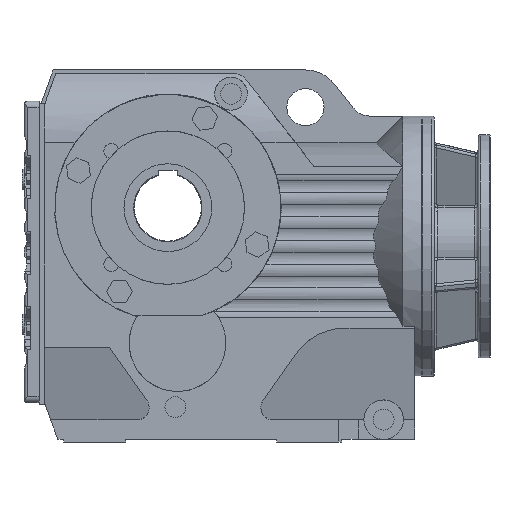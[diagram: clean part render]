
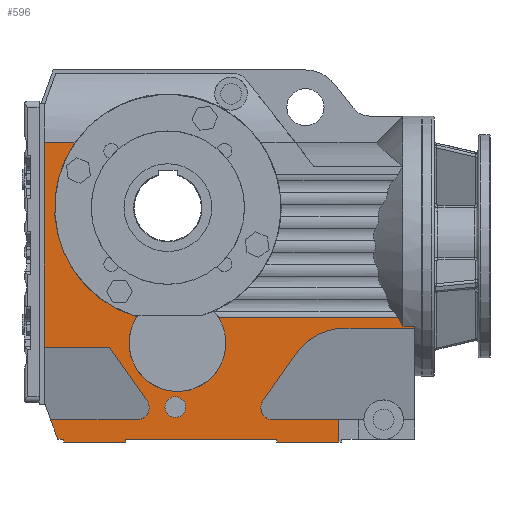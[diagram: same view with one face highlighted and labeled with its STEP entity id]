
A CAD part, front view. The second image highlights one B-rep face of the part: STEP entity #596.
In plain terms, the highlighted planar face has unit normal (0, -1, 0).
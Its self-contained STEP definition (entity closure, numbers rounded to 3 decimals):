
#596=ADVANCED_FACE('',(#6542,#6544),#6546,.F.);
#6542=FACE_BOUND('',#6543,.T.);
#6543=EDGE_LOOP('',(#14121,#14122,#14123,#14124,#14125,#14126,#14127,#14128,#14129,
#14130,#14131,#14132,#14133,#14134,#14135,#14136,#14137,#14138,#14139,#14140,#14141,
#14142,#14143,#14144,#14145,#14146));
#6544=FACE_BOUND('',#6545,.T.);
#6545=EDGE_LOOP('',(#14147));
#6546=PLANE('',#6547);
#6547=AXIS2_PLACEMENT_3D('',#6548,#6549,#6550);
#6548=CARTESIAN_POINT('',(89.245,-138.,160.));
#6549=DIRECTION('',(0.,1.,0.));
#6550=DIRECTION('',(0.,0.,-1.));
#14121=ORIENTED_EDGE('',*,*,#17425,.T.);
#14122=ORIENTED_EDGE('',*,*,#17419,.T.);
#14123=ORIENTED_EDGE('',*,*,#17597,.T.);
#14124=ORIENTED_EDGE('',*,*,#17601,.T.);
#14125=ORIENTED_EDGE('',*,*,#17602,.F.);
#14126=ORIENTED_EDGE('',*,*,#17603,.F.);
#14127=ORIENTED_EDGE('',*,*,#17593,.T.);
#14128=ORIENTED_EDGE('',*,*,#17604,.T.);
#14129=ORIENTED_EDGE('',*,*,#17605,.F.);
#14130=ORIENTED_EDGE('',*,*,#17606,.F.);
#14131=ORIENTED_EDGE('',*,*,#17607,.F.);
#14132=ORIENTED_EDGE('',*,*,#17608,.T.);
#14133=ORIENTED_EDGE('',*,*,#17609,.F.);
#14134=ORIENTED_EDGE('',*,*,#17610,.F.);
#14135=ORIENTED_EDGE('',*,*,#17611,.T.);
#14136=ORIENTED_EDGE('',*,*,#17612,.T.);
#14137=ORIENTED_EDGE('',*,*,#17613,.T.);
#14138=ORIENTED_EDGE('',*,*,#17614,.T.);
#14139=ORIENTED_EDGE('',*,*,#17615,.T.);
#14140=ORIENTED_EDGE('',*,*,#17616,.F.);
#14141=ORIENTED_EDGE('',*,*,#17617,.T.);
#14142=ORIENTED_EDGE('',*,*,#17618,.F.);
#14143=ORIENTED_EDGE('',*,*,#17619,.F.);
#14144=ORIENTED_EDGE('',*,*,#17620,.T.);
#14145=ORIENTED_EDGE('',*,*,#17621,.F.);
#14146=ORIENTED_EDGE('',*,*,#17622,.T.);
#14147=ORIENTED_EDGE('',*,*,#17623,.F.);
#17419=EDGE_CURVE('',#19303,#19304,#19305,.T.);
#17425=EDGE_CURVE('',#19313,#19303,#19314,.T.);
#17593=EDGE_CURVE('',#19624,#19622,#19625,.T.);
#17597=EDGE_CURVE('',#19304,#19630,#19631,.T.);
#17601=EDGE_CURVE('',#19630,#19637,#19638,.T.);
#17602=EDGE_CURVE('',#19639,#19637,#19640,.T.);
#17603=EDGE_CURVE('',#19624,#19639,#19641,.T.);
#17604=EDGE_CURVE('',#19622,#19642,#19643,.T.);
#17605=EDGE_CURVE('',#19644,#19642,#19645,.T.);
#17606=EDGE_CURVE('',#19646,#19644,#19647,.T.);
#17607=EDGE_CURVE('',#19648,#19646,#19649,.T.);
#17608=EDGE_CURVE('',#19648,#19650,#19651,.T.);
#17609=EDGE_CURVE('',#19652,#19650,#19653,.T.);
#17610=EDGE_CURVE('',#19654,#19652,#19655,.T.);
#17611=EDGE_CURVE('',#19654,#19656,#19657,.T.);
#17612=EDGE_CURVE('',#19656,#19658,#19659,.T.);
#17613=EDGE_CURVE('',#19658,#19660,#19661,.T.);
#17614=EDGE_CURVE('',#19660,#19662,#19663,.T.);
#17615=EDGE_CURVE('',#19662,#19664,#19665,.T.);
#17616=EDGE_CURVE('',#19666,#19664,#19667,.T.);
#17617=EDGE_CURVE('',#19666,#19668,#19669,.T.);
#17618=EDGE_CURVE('',#19670,#19668,#19671,.T.);
#17619=EDGE_CURVE('',#19672,#19670,#19673,.T.);
#17620=EDGE_CURVE('',#19672,#19674,#19675,.T.);
#17621=EDGE_CURVE('',#19676,#19674,#19677,.T.);
#17622=EDGE_CURVE('',#19676,#19313,#19678,.T.);
#17623=EDGE_CURVE('',#19679,#19679,#19680,.T.);
#19303=VERTEX_POINT('',#22384);
#19304=VERTEX_POINT('',#22385);
#19305=LINE('',#22386,#22387);
#19313=VERTEX_POINT('',#22408);
#19314=LINE('',#22409,#22410);
#19622=VERTEX_POINT('',#24513);
#19624=VERTEX_POINT('',#24517);
#19625=LINE('',#24518,#24519);
#19630=VERTEX_POINT('',#24531);
#19631=LINE('',#24532,#24533);
#19637=VERTEX_POINT('',#24547);
#19638=LINE('',#24548,#24549);
#19639=VERTEX_POINT('',#24551);
#19640=CIRCLE('',#24552,16.);
#19641=LINE('',#24556,#24557);
#19642=VERTEX_POINT('',#24559);
#19643=LINE('',#24560,#24561);
#19644=VERTEX_POINT('',#24563);
#19645=LINE('',#24564,#24565);
#19646=VERTEX_POINT('',#24567);
#19647=LINE('',#24568,#24569);
#19648=VERTEX_POINT('',#24571);
#19649=LINE('',#24572,#24573);
#19650=VERTEX_POINT('',#24575);
#19651=LINE('',#24576,#24577);
#19652=VERTEX_POINT('',#24579);
#19653=LINE('',#24580,#24581);
#19654=VERTEX_POINT('',#24583);
#19655=LINE('',#24584,#24585);
#19656=VERTEX_POINT('',#24587);
#19657=LINE('',#24588,#24589);
#19658=VERTEX_POINT('',#24591);
#19659=LINE('',#24592,#24593);
#19660=VERTEX_POINT('',#24595);
#19661=CIRCLE('',#24596,16.);
#19662=VERTEX_POINT('',#24600);
#19663=LINE('',#24601,#24602);
#19664=VERTEX_POINT('',#24604);
#19665=CIRCLE('',#24605,80.);
#19666=VERTEX_POINT('',#24609);
#19667=LINE('',#24610,#24611);
#19668=VERTEX_POINT('',#24613);
#19669=LINE('',#24614,#24615);
#19670=VERTEX_POINT('',#24617);
#19671=LINE('',#24618,#24619);
#19672=VERTEX_POINT('',#24621);
#19673=B_SPLINE_CURVE_WITH_KNOTS('',3,
(#24622,#24623,#24624,#24625,#24626,#24627,#24628,#24629,#24630,#24631,#24632,#24633,
#24634),
.UNSPECIFIED.,.F.,.F.,
(4,1,1,1,1,1,1,1,1,1,4),
(0.,0.109,0.218,0.327,0.436,0.545,
0.656,0.766,0.844,0.939,1.),
.UNSPECIFIED.);
#19674=VERTEX_POINT('',#24635);
#19675=LINE('',#24636,#24637);
#19676=VERTEX_POINT('',#24639);
#19677=CIRCLE('',#24640,65.);
#19678=CIRCLE('',#24644,152.183);
#19679=VERTEX_POINT('',#24648);
#19680=CIRCLE('',#24649,14.);
#22384=CARTESIAN_POINT('',(-166.,-138.,87.161));
#22385=CARTESIAN_POINT('',(-166.,-138.,-187.5));
#22386=CARTESIAN_POINT('',(-166.,-138.,87.161));
#22387=VECTOR('',#22388,1.);
#22388=DIRECTION('',(0.,0.,-1.));
#22408=CARTESIAN_POINT('',(-124.75,-138.,87.161));
#22409=CARTESIAN_POINT('',(-124.75,-138.,87.161));
#22410=VECTOR('',#22411,1.);
#22411=DIRECTION('',(-1.,0.,0.));
#24513=CARTESIAN_POINT('',(-147.893,-138.,-311.5));
#24517=CARTESIAN_POINT('',(-157.539,-138.,-285.));
#24518=CARTESIAN_POINT('',(-157.539,-138.,-285.));
#24519=VECTOR('',#24520,1.);
#24520=DIRECTION('',(0.342,0.,-0.94));
#24531=CARTESIAN_POINT('',(-78.535,-138.,-187.5));
#24532=CARTESIAN_POINT('',(-166.,-138.,-187.5));
#24533=VECTOR('',#24534,1.);
#24534=DIRECTION('',(1.,0.,0.));
#24547=CARTESIAN_POINT('',(-27.894,-138.,-259.823));
#24548=CARTESIAN_POINT('',(-78.535,-138.,-187.5));
#24549=VECTOR('',#24550,1.);
#24550=DIRECTION('',(0.574,0.,-0.819));
#24551=CARTESIAN_POINT('',(-41.,-138.,-285.));
#24552=AXIS2_PLACEMENT_3D('',#24553,#24554,#24555);
#24553=CARTESIAN_POINT('',(-41.,-138.,-269.));
#24554=DIRECTION('',(0.,-1.,0.));
#24555=DIRECTION('',(0.,0.,-1.));
#24556=CARTESIAN_POINT('',(-157.539,-138.,-285.));
#24557=VECTOR('',#24558,1.);
#24558=DIRECTION('',(1.,0.,0.));
#24559=CARTESIAN_POINT('',(-140.,-138.,-311.5));
#24560=CARTESIAN_POINT('',(-147.893,-138.,-311.5));
#24561=VECTOR('',#24562,1.);
#24562=DIRECTION('',(1.,0.,0.));
#24563=CARTESIAN_POINT('',(-140.,-138.,-315.));
#24564=CARTESIAN_POINT('',(-140.,-138.,-315.));
#24565=VECTOR('',#24566,1.);
#24566=DIRECTION('',(0.,0.,1.));
#24567=CARTESIAN_POINT('',(-56.5,-138.,-315.));
#24568=CARTESIAN_POINT('',(-56.5,-138.,-315.));
#24569=VECTOR('',#24570,1.);
#24570=DIRECTION('',(-1.,0.,0.));
#24571=CARTESIAN_POINT('',(-56.5,-138.,-311.5));
#24572=CARTESIAN_POINT('',(-56.5,-138.,-311.5));
#24573=VECTOR('',#24574,1.);
#24574=DIRECTION('',(0.,0.,-1.));
#24575=CARTESIAN_POINT('',(146.5,-138.,-311.5));
#24576=CARTESIAN_POINT('',(-56.5,-138.,-311.5));
#24577=VECTOR('',#24578,1.);
#24578=DIRECTION('',(1.,0.,0.));
#24579=CARTESIAN_POINT('',(146.5,-138.,-315.));
#24580=CARTESIAN_POINT('',(146.5,-138.,-315.));
#24581=VECTOR('',#24582,1.);
#24582=DIRECTION('',(0.,0.,1.));
#24583=CARTESIAN_POINT('',(230.,-138.,-315.));
#24584=CARTESIAN_POINT('',(230.,-138.,-315.));
#24585=VECTOR('',#24586,1.);
#24586=DIRECTION('',(-1.,0.,0.));
#24587=CARTESIAN_POINT('',(230.,-138.,-285.));
#24588=CARTESIAN_POINT('',(230.,-138.,-315.));
#24589=VECTOR('',#24590,1.);
#24590=DIRECTION('',(0.,0.,1.));
#24591=CARTESIAN_POINT('',(141.,-138.,-285.));
#24592=CARTESIAN_POINT('',(230.,-138.,-285.));
#24593=VECTOR('',#24594,1.);
#24594=DIRECTION('',(-1.,0.,0.));
#24595=CARTESIAN_POINT('',(127.894,-138.,-259.823));
#24596=AXIS2_PLACEMENT_3D('',#24597,#24598,#24599);
#24597=CARTESIAN_POINT('',(141.,-138.,-269.));
#24598=DIRECTION('',(0.,1.,0.));
#24599=DIRECTION('',(0.,0.,-1.));
#24600=CARTESIAN_POINT('',(172.503,-138.,-196.114));
#24601=CARTESIAN_POINT('',(127.894,-138.,-259.823));
#24602=VECTOR('',#24603,1.);
#24603=DIRECTION('',(0.574,0.,0.819));
#24604=CARTESIAN_POINT('',(238.035,-138.,-162.));
#24605=AXIS2_PLACEMENT_3D('',#24606,#24607,#24608);
#24606=CARTESIAN_POINT('',(238.035,-138.,-242.));
#24607=DIRECTION('',(0.,1.,0.));
#24608=DIRECTION('',(-0.819,0.,0.574));
#24609=CARTESIAN_POINT('',(332.,-138.,-162.));
#24610=CARTESIAN_POINT('',(332.,-138.,-162.));
#24611=VECTOR('',#24612,1.);
#24612=DIRECTION('',(-1.,0.,0.));
#24613=CARTESIAN_POINT('',(332.,-138.,-159.615));
#24614=CARTESIAN_POINT('',(332.,-138.,-162.));
#24615=VECTOR('',#24616,1.);
#24616=DIRECTION('',(0.,0.,1.));
#24617=CARTESIAN_POINT('',(316.,-138.,-159.615));
#24618=CARTESIAN_POINT('',(316.,-138.,-159.615));
#24619=VECTOR('',#24620,1.);
#24620=DIRECTION('',(1.,0.,0.));
#24621=CARTESIAN_POINT('',(309.107,-138.,-148.));
#24622=CARTESIAN_POINT('',(309.107,-138.,-148.));
#24623=CARTESIAN_POINT('',(309.35,-138.,-148.425));
#24624=CARTESIAN_POINT('',(309.837,-138.,-149.275));
#24625=CARTESIAN_POINT('',(310.573,-138.,-150.546));
#24626=CARTESIAN_POINT('',(311.315,-138.,-151.817));
#24627=CARTESIAN_POINT('',(312.061,-138.,-153.086));
#24628=CARTESIAN_POINT('',(312.817,-138.,-154.359));
#24629=CARTESIAN_POINT('',(313.58,-138.,-155.634));
#24630=CARTESIAN_POINT('',(314.275,-138.,-156.788));
#24631=CARTESIAN_POINT('',(314.936,-138.,-157.878));
#24632=CARTESIAN_POINT('',(315.487,-138.,-158.779));
#24633=CARTESIAN_POINT('',(315.855,-138.,-159.379));
#24634=CARTESIAN_POINT('',(316.,-138.,-159.615));
#24635=CARTESIAN_POINT('',(68.399,-138.,-148.));
#24636=CARTESIAN_POINT('',(309.107,-138.,-148.));
#24637=VECTOR('',#24638,1.);
#24638=DIRECTION('',(-1.,0.,0.));
#24639=CARTESIAN_POINT('',(-41.411,-138.,-146.441));
#24640=AXIS2_PLACEMENT_3D('',#24641,#24642,#24643);
#24641=CARTESIAN_POINT('',(13.,-138.,-182.));
#24642=DIRECTION('',(0.,-1.,0.));
#24643=DIRECTION('',(-0.837,0.,0.547));
#24644=AXIS2_PLACEMENT_3D('',#24645,#24646,#24647);
#24645=CARTESIAN_POINT('',(0.,-138.,0.));
#24646=DIRECTION('',(0.,1.,0.));
#24647=DIRECTION('',(-0.272,0.,-0.962));
#24648=CARTESIAN_POINT('',(24.,-138.,-268.));
#24649=AXIS2_PLACEMENT_3D('',#24650,#24651,#24652);
#24650=CARTESIAN_POINT('',(10.,-138.,-268.));
#24651=DIRECTION('',(0.,-1.,0.));
#24652=DIRECTION('',(-1.,0.,0.));
